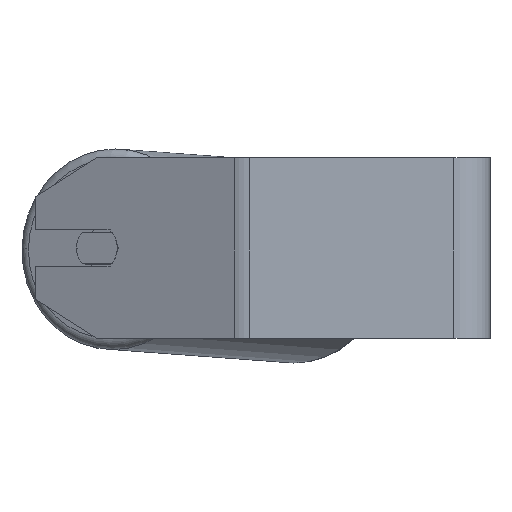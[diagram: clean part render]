
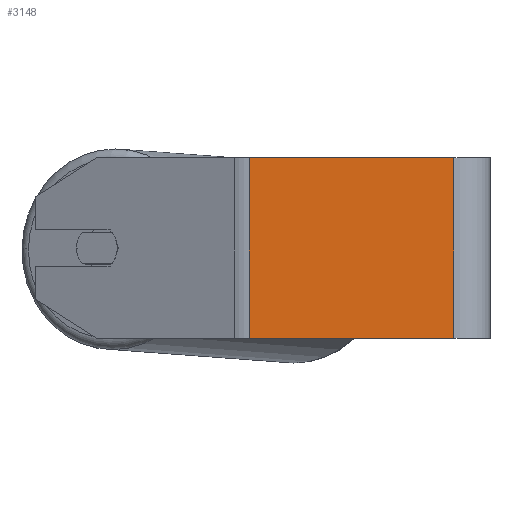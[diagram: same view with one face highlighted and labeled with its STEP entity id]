
A CAD part, left-side view. The second image highlights one B-rep face of the part: STEP entity #3148.
In plain terms, the highlighted planar face has unit normal (-1, 0, 0).
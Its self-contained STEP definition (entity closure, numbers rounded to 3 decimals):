
#1 = EDGE_LOOP ( 'NONE', ( #5943, #964, #2443, #228 ) ) ;
#38 = EDGE_CURVE ( 'NONE', #5126, #1681, #2702, .T. ) ;
#228 = ORIENTED_EDGE ( 'NONE', *, *, #3836, .T. ) ;
#451 = DIRECTION ( 'NONE',  ( 1., 0., 0. ) ) ;
#546 = LINE ( 'NONE', #2066, #3658 ) ;
#556 = DIRECTION ( 'NONE',  ( 0., 0., -1. ) ) ;
#596 = VECTOR ( 'NONE', #4315, 1000. ) ;
#964 = ORIENTED_EDGE ( 'NONE', *, *, #38, .F. ) ;
#1061 = CARTESIAN_POINT ( 'NONE',  ( -245., 16., 40. ) ) ;
#1082 = CARTESIAN_POINT ( 'NONE',  ( -245., 110.203, 40. ) ) ;
#1089 = EDGE_CURVE ( 'NONE', #1191, #1681, #546, .T. ) ;
#1191 = VERTEX_POINT ( 'NONE', #4813 ) ;
#1215 = CARTESIAN_POINT ( 'NONE',  ( -245., 16., 40. ) ) ;
#1681 = VERTEX_POINT ( 'NONE', #6452 ) ;
#2066 = CARTESIAN_POINT ( 'NONE',  ( -245., 110.203, -40. ) ) ;
#2216 = CARTESIAN_POINT ( 'NONE',  ( -245., 106.656, 40. ) ) ;
#2443 = ORIENTED_EDGE ( 'NONE', *, *, #3883, .F. ) ;
#2490 = CARTESIAN_POINT ( 'NONE',  ( -245., 106.656, 40. ) ) ;
#2702 = LINE ( 'NONE', #1215, #596 ) ;
#3116 = VECTOR ( 'NONE', #3971, 1000. ) ;
#3148 = ADVANCED_FACE ( 'NONE', ( #5880 ), #3700, .F. ) ;
#3227 = VECTOR ( 'NONE', #6849, 1000. ) ;
#3658 = VECTOR ( 'NONE', #6299, 1000. ) ;
#3700 = PLANE ( 'NONE',  #6465 ) ;
#3836 = EDGE_CURVE ( 'NONE', #5898, #1191, #6151, .T. ) ;
#3883 = EDGE_CURVE ( 'NONE', #5898, #5126, #4705, .T. ) ;
#3971 = DIRECTION ( 'NONE',  ( 0., 0., -1. ) ) ;
#4315 = DIRECTION ( 'NONE',  ( 0., 0., -1. ) ) ;
#4705 = LINE ( 'NONE', #6352, #3227 ) ;
#4813 = CARTESIAN_POINT ( 'NONE',  ( -245., 106.656, -40. ) ) ;
#5126 = VERTEX_POINT ( 'NONE', #1061 ) ;
#5880 = FACE_OUTER_BOUND ( 'NONE', #1, .T. ) ;
#5898 = VERTEX_POINT ( 'NONE', #2216 ) ;
#5943 = ORIENTED_EDGE ( 'NONE', *, *, #1089, .T. ) ;
#6151 = LINE ( 'NONE', #2490, #3116 ) ;
#6299 = DIRECTION ( 'NONE',  ( 0., -1., 0. ) ) ;
#6352 = CARTESIAN_POINT ( 'NONE',  ( -245., 110.203, 40. ) ) ;
#6452 = CARTESIAN_POINT ( 'NONE',  ( -245., 16., -40. ) ) ;
#6465 = AXIS2_PLACEMENT_3D ( 'NONE', #1082, #451, #556 ) ;
#6849 = DIRECTION ( 'NONE',  ( 0., -1., 0. ) ) ;
